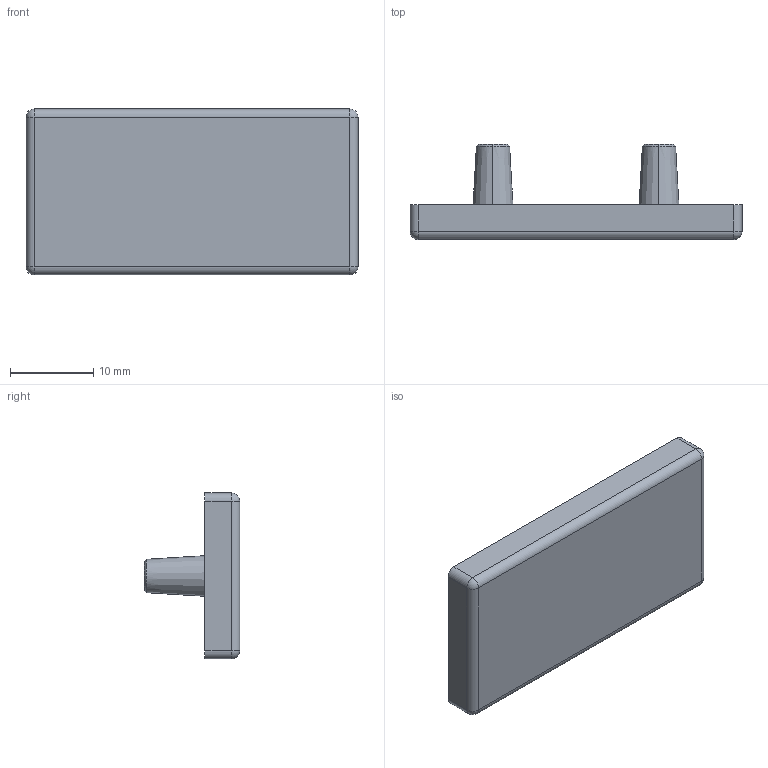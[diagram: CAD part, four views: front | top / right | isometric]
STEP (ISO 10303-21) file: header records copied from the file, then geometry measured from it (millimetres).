
FILE_DESCRIPTION (( 'STEP AP214' ), '1' );
FILE_NAME ('SNSD.30.52.14. Çàãëóøêà òîðöåâàÿ 20x40(H02).STEP', '2014-12-29T11:29:26', ( 'XTreme.ws' ), ( 'XTreme.ws' ), 'SwSTEP 2.0', 'SolidWorks 2014', '' );
FILE_SCHEMA (( 'AUTOMOTIVE_DESIGN' ));
Length unit declared in the file: millimetre
Products named in the file (2): SNSD.30.52.14. Çàãëóøêà òîðöåâàÿ 20x40(H02)
Bounding box: 40 x 11.5 x 20 mm (x, y, z)
Volume: 2079.5 mm3; surface area: 2751.3 mm2
Topology: 1 solids, 1 shells, 39 faces, 84 edges, 48 vertices
Faces by surface type: plane 15, cylinder 12, cone 8, sphere 4
Entity records: 1071 total; most frequent: DIRECTION 198, CARTESIAN_POINT 169, ORIENTED_EDGE 160, EDGE_CURVE 80, AXIS2_PLACEMENT_3D 77, VERTEX_POINT 48, EDGE_LOOP 44, VECTOR 44
